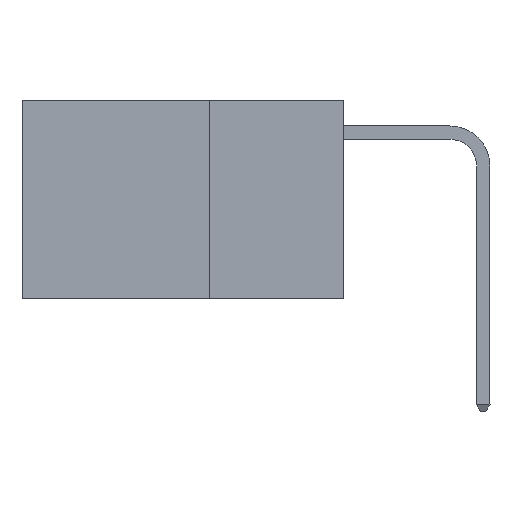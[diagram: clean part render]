
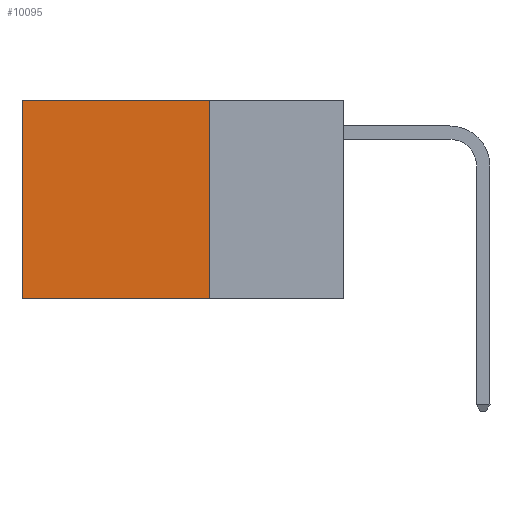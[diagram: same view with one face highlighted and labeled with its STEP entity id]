
A CAD part, left-side view. The second image highlights one B-rep face of the part: STEP entity #10095.
In plain terms, the highlighted planar face has unit normal (-1, 0, 0).
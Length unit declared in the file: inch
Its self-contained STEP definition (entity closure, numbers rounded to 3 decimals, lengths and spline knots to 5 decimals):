
#120 = EDGE_CURVE ( 'NONE', #7721, #2510, #1862, .T. ) ;
#448 = CARTESIAN_POINT ( 'NONE',  ( 0.2625, 0.25, 0. ) ) ;
#1619 = FACE_OUTER_BOUND ( 'NONE', #8922, .T. ) ;
#1820 = VECTOR ( 'NONE', #1950, 39.37008 ) ;
#1862 = LINE ( 'NONE', #8305, #1820 ) ;
#1950 = DIRECTION ( 'NONE',  ( 0., 0., -1. ) ) ;
#2266 = AXIS2_PLACEMENT_3D ( 'NONE', #10666, #10419, #10437 ) ;
#2510 = VERTEX_POINT ( 'NONE', #9047 ) ;
#3251 = VERTEX_POINT ( 'NONE', #448 ) ;
#4423 = CARTESIAN_POINT ( 'NONE',  ( 0.2625, 0.6, 0. ) ) ;
#4573 = VECTOR ( 'NONE', #8868, 39.37008 ) ;
#4661 = LINE ( 'NONE', #8644, #4573 ) ;
#4847 = DIRECTION ( 'NONE',  ( 0., 1., 0. ) ) ;
#4913 = CARTESIAN_POINT ( 'NONE',  ( 0.2625, 0.25, 0. ) ) ;
#5209 = DIRECTION ( 'NONE',  ( 0., 0., -1. ) ) ;
#5486 = CARTESIAN_POINT ( 'NONE',  ( 0.2625, 0.25, 0. ) ) ;
#5633 = EDGE_CURVE ( 'NONE', #3251, #7721, #5877, .T. ) ;
#5877 = LINE ( 'NONE', #4913, #5929 ) ;
#5929 = VECTOR ( 'NONE', #4847, 39.37008 ) ;
#6097 = EDGE_CURVE ( 'NONE', #8968, #2510, #4661, .T. ) ;
#7031 = VECTOR ( 'NONE', #5209, 39.37008 ) ;
#7071 = LINE ( 'NONE', #5486, #7031 ) ;
#7280 = ORIENTED_EDGE ( 'NONE', *, *, #120, .T. ) ;
#7348 = ORIENTED_EDGE ( 'NONE', *, *, #6097, .F. ) ;
#7598 = ORIENTED_EDGE ( 'NONE', *, *, #8786, .F. ) ;
#7721 = VERTEX_POINT ( 'NONE', #4423 ) ;
#7841 = ORIENTED_EDGE ( 'NONE', *, *, #5633, .T. ) ;
#8305 = CARTESIAN_POINT ( 'NONE',  ( 0.2625, 0.6, 0. ) ) ;
#8644 = CARTESIAN_POINT ( 'NONE',  ( 0.2625, 0.25, -0.37 ) ) ;
#8786 = EDGE_CURVE ( 'NONE', #3251, #8968, #7071, .T. ) ;
#8868 = DIRECTION ( 'NONE',  ( 0., 1., 0. ) ) ;
#8922 = EDGE_LOOP ( 'NONE', ( #7280, #7348, #7598, #7841 ) ) ;
#8968 = VERTEX_POINT ( 'NONE', #10802 ) ;
#9047 = CARTESIAN_POINT ( 'NONE',  ( 0.2625, 0.6, -0.37 ) ) ;
#10095 = ADVANCED_FACE ( 'NONE', ( #1619 ), #10504, .F. ) ;
#10419 = DIRECTION ( 'NONE',  ( 1., 0., 0. ) ) ;
#10437 = DIRECTION ( 'NONE',  ( 0., 0., -1. ) ) ;
#10504 = PLANE ( 'NONE',  #2266 ) ;
#10666 = CARTESIAN_POINT ( 'NONE',  ( 0.2625, 0.25, 0. ) ) ;
#10802 = CARTESIAN_POINT ( 'NONE',  ( 0.2625, 0.25, -0.37 ) ) ;
